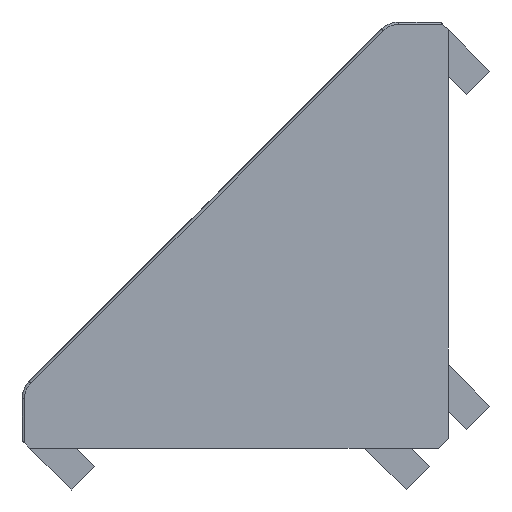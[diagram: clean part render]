
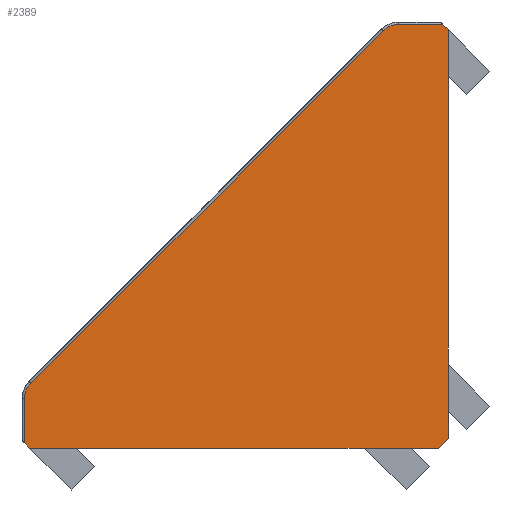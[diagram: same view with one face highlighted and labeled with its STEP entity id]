
A CAD part, left-side view. The second image highlights one B-rep face of the part: STEP entity #2389.
In plain terms, the highlighted planar face has unit normal (-1, 0, 0).
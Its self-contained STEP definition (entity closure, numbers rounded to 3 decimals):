
#40=CIRCLE('',#2556,1.8);
#41=CIRCLE('',#2557,1.8);
#187=FACE_OUTER_BOUND('',#332,.T.);
#332=EDGE_LOOP('',(#1757,#1758,#1759,#1760,#1761,#1762,#1763,#1764,#1765,
#1766));
#478=LINE('',#3489,#746);
#496=LINE('',#3563,#764);
#505=LINE('',#3586,#773);
#531=LINE('',#3637,#799);
#574=LINE('',#3723,#842);
#592=LINE('',#3759,#860);
#593=LINE('',#3763,#861);
#594=LINE('',#3766,#862);
#746=VECTOR('',#2770,1.2);
#764=VECTOR('',#2800,0.629);
#773=VECTOR('',#2817,0.629);
#799=VECTOR('',#2857,34.507);
#842=VECTOR('',#2918,34.507);
#860=VECTOR('',#2946,3.739);
#861=VECTOR('',#2949,42.167);
#862=VECTOR('',#2952,3.739);
#1014=VERTEX_POINT('',#3486);
#1015=VERTEX_POINT('',#3488);
#1038=VERTEX_POINT('',#3561);
#1039=VERTEX_POINT('',#3562);
#1048=VERTEX_POINT('',#3583);
#1049=VERTEX_POINT('',#3585);
#1114=VERTEX_POINT('',#3758);
#1115=VERTEX_POINT('',#3760);
#1116=VERTEX_POINT('',#3762);
#1117=VERTEX_POINT('',#3764);
#1236=EDGE_CURVE('',#1015,#1014,#478,.T.);
#1260=EDGE_CURVE('',#1038,#1039,#496,.T.);
#1272=EDGE_CURVE('',#1049,#1048,#505,.T.);
#1299=EDGE_CURVE('',#1014,#1049,#531,.T.);
#1346=EDGE_CURVE('',#1039,#1015,#574,.T.);
#1364=EDGE_CURVE('',#1048,#1114,#592,.T.);
#1365=EDGE_CURVE('',#1114,#1115,#40,.F.);
#1366=EDGE_CURVE('',#1115,#1116,#593,.T.);
#1367=EDGE_CURVE('',#1116,#1117,#41,.F.);
#1368=EDGE_CURVE('',#1117,#1038,#594,.T.);
#1757=ORIENTED_EDGE('',*,*,#1272,.T.);
#1758=ORIENTED_EDGE('',*,*,#1364,.T.);
#1759=ORIENTED_EDGE('',*,*,#1365,.T.);
#1760=ORIENTED_EDGE('',*,*,#1366,.T.);
#1761=ORIENTED_EDGE('',*,*,#1367,.T.);
#1762=ORIENTED_EDGE('',*,*,#1368,.T.);
#1763=ORIENTED_EDGE('',*,*,#1260,.T.);
#1764=ORIENTED_EDGE('',*,*,#1346,.T.);
#1765=ORIENTED_EDGE('',*,*,#1236,.T.);
#1766=ORIENTED_EDGE('',*,*,#1299,.T.);
#2301=PLANE('',#2555);
#2389=ADVANCED_FACE('',(#187),#2301,.F.);
#2555=AXIS2_PLACEMENT_3D('',#3757,#2944,#2945);
#2556=AXIS2_PLACEMENT_3D('',#3761,#2947,#2948);
#2557=AXIS2_PLACEMENT_3D('',#3765,#2950,#2951);
#2770=DIRECTION('',(0.,-0.707,0.707));
#2800=DIRECTION('',(0.,-0.707,-0.707));
#2817=DIRECTION('',(0.,0.707,0.707));
#2857=DIRECTION('',(0.,0.,1.));
#2918=DIRECTION('',(0.,-1.,0.));
#2944=DIRECTION('center_axis',(1.,0.,0.));
#2945=DIRECTION('ref_axis',(0.,0.,-1.));
#2946=DIRECTION('',(0.,1.,0.));
#2947=DIRECTION('center_axis',(1.,0.,0.));
#2948=DIRECTION('ref_axis',(0.,0.,-1.));
#2949=DIRECTION('',(0.,0.707,-0.707));
#2950=DIRECTION('center_axis',(1.,0.,0.));
#2951=DIRECTION('ref_axis',(0.,0.,-1.));
#2952=DIRECTION('',(0.,0.,-1.));
#3486=CARTESIAN_POINT('',(-15.75,-8.657,-2.151));
#3488=CARTESIAN_POINT('',(-15.75,-7.808,-3.));
#3489=CARTESIAN_POINT('',(-15.75,-7.808,-3.));
#3561=CARTESIAN_POINT('',(-15.75,27.143,-2.555));
#3562=CARTESIAN_POINT('',(-15.75,26.698,-3.));
#3563=CARTESIAN_POINT('',(-15.75,27.143,-2.555));
#3583=CARTESIAN_POINT('',(-15.75,-8.212,32.8));
#3585=CARTESIAN_POINT('',(-15.75,-8.657,32.355));
#3586=CARTESIAN_POINT('',(-15.75,-8.657,32.355));
#3637=CARTESIAN_POINT('',(-15.75,-8.657,-2.151));
#3723=CARTESIAN_POINT('',(-15.75,26.698,-3.));
#3757=CARTESIAN_POINT('Origin',(-15.75,25.343,1.184));
#3758=CARTESIAN_POINT('',(-15.75,-4.473,32.8));
#3759=CARTESIAN_POINT('',(-15.75,-8.212,32.8));
#3760=CARTESIAN_POINT('',(-15.75,-3.2,32.273));
#3761=CARTESIAN_POINT('Origin',(-15.75,-4.473,31.));
#3762=CARTESIAN_POINT('',(-15.75,26.616,2.457));
#3763=CARTESIAN_POINT('',(-15.75,-3.2,32.273));
#3764=CARTESIAN_POINT('',(-15.75,27.143,1.184));
#3765=CARTESIAN_POINT('Origin',(-15.75,25.343,1.184));
#3766=CARTESIAN_POINT('',(-15.75,27.143,1.184));
